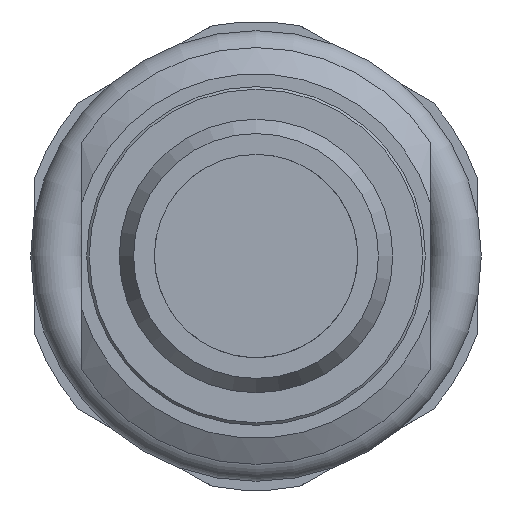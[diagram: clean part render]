
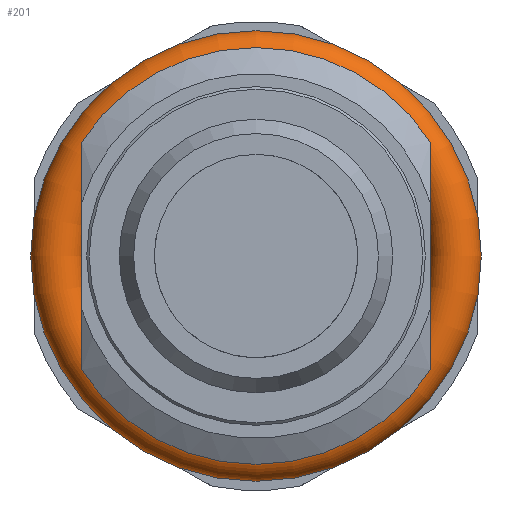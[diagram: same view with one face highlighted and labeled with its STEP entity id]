
A CAD part, left-side view. The second image highlights one B-rep face of the part: STEP entity #201.
In plain terms, the highlighted toroidal (fillet/blend) face has major radius 7.65 mm and minor radius 1 mm.
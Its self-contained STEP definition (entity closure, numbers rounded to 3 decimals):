
#34=TOROIDAL_SURFACE('',#1186,7.65,1.);
#201=ADVANCED_FACE('',(#278,#279),#34,.T.);
#278=FACE_BOUND('',#373,.T.);
#279=FACE_BOUND('',#374,.T.);
#373=EDGE_LOOP('',(#689));
#374=EDGE_LOOP('',(#690));
#410=CIRCLE('',#1087,7.65);
#455=CIRCLE('',#1185,6.65);
#689=ORIENTED_EDGE('',*,*,#858,.F.);
#690=ORIENTED_EDGE('',*,*,#955,.F.);
#760=VERTEX_POINT('',#1577);
#823=VERTEX_POINT('',#1838);
#858=EDGE_CURVE('',#760,#760,#410,.T.);
#955=EDGE_CURVE('',#823,#823,#455,.T.);
#1087=AXIS2_PLACEMENT_3D('',#1576,#1241,#1242);
#1185=AXIS2_PLACEMENT_3D('',#1837,#1473,#1474);
#1186=AXIS2_PLACEMENT_3D('',#1839,#1475,#1476);
#1241=DIRECTION('',(1.,0.,0.));
#1242=DIRECTION('',(0.,0.,-1.));
#1473=DIRECTION('',(-1.,0.,0.));
#1474=DIRECTION('',(0.,0.,-1.));
#1475=DIRECTION('',(1.,0.,0.));
#1476=DIRECTION('',(0.,0.,-1.));
#1576=CARTESIAN_POINT('',(-13.,0.,0.));
#1577=CARTESIAN_POINT('',(-13.,0.,-7.65));
#1837=CARTESIAN_POINT('',(-14.,0.,0.));
#1838=CARTESIAN_POINT('',(-14.,0.,-6.65));
#1839=CARTESIAN_POINT('',(-14.,0.,0.));
